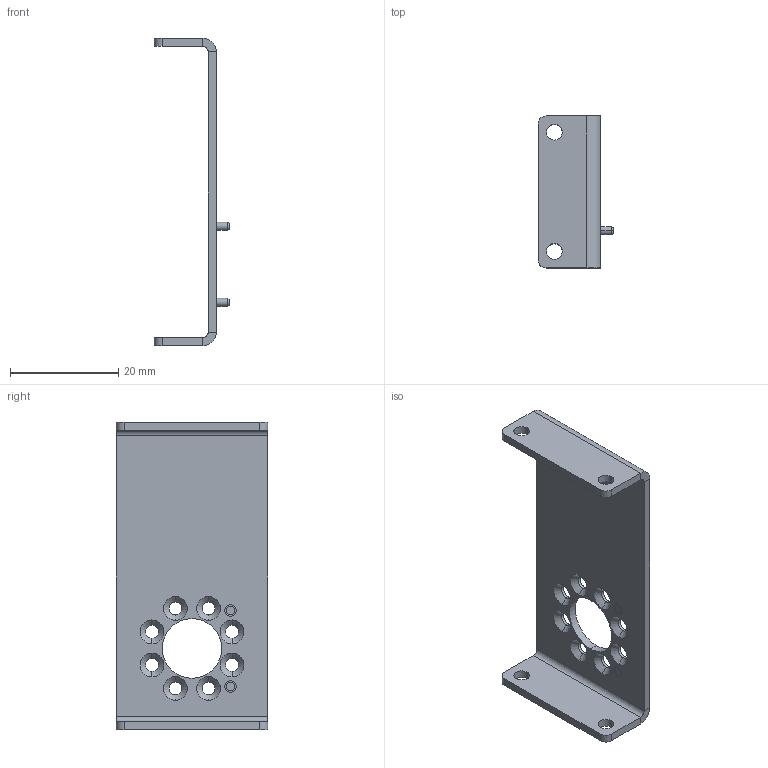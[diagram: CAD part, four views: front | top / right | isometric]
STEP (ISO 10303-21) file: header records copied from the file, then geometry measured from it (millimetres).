
FILE_DESCRIPTION (( 'STEP AP214' ), '1' );
FILE_NAME ('HDW-911_gripper_mount_bracket.STEP', '2023-01-03T23:56:10', ( '' ), ( '' ), 'SwSTEP 2.0', 'SolidWorks 2018', '' );
FILE_SCHEMA (( 'AUTOMOTIVE_DESIGN' ));
Length unit declared in the file: millimetre
Products named in the file (3): VND-818_MPP-1.5mm-4-PennEngineering; VND-817_gripper_mount_bracket; HDW-911_gripper_mount_bracket
Assembly tree (3 placements, depth 2):
  HDW-911_gripper_mount_bracket
    VND-817_gripper_mount_bracket
    VND-818_MPP-1.5mm-4-PennEngineering  x2
Bounding box: 14 x 28 x 56.75 mm (x, y, z)
Volume: 2891.7 mm3; surface area: 4432.8 mm2
Topology: 3 solids, 3 shells, 116 faces, 266 edges, 158 vertices
Faces by surface type: cylinder 50, plane 26, cone 24, torus 16
Entity records: 2878 total; most frequent: DIRECTION 544, CARTESIAN_POINT 453, ORIENTED_EDGE 440, AXIS2_PLACEMENT_3D 224, EDGE_CURVE 220, VERTEX_POINT 133, EDGE_LOOP 127, CIRCLE 124
